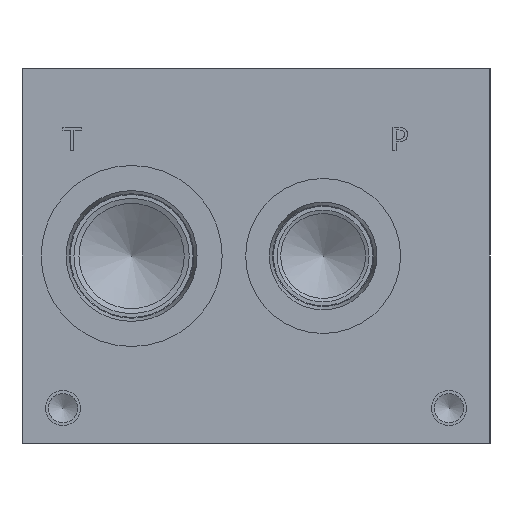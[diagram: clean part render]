
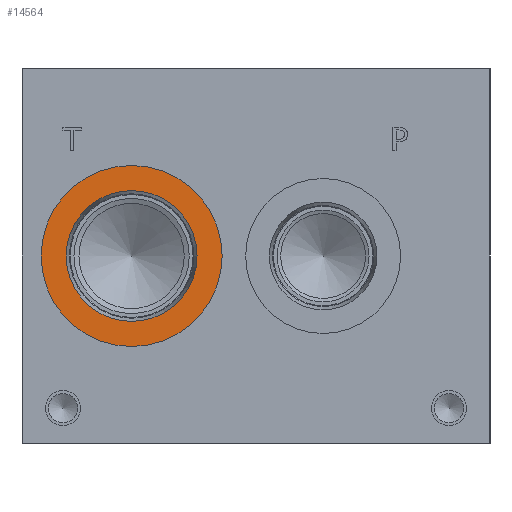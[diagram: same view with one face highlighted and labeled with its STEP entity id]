
A CAD part, left-side view. The second image highlights one B-rep face of the part: STEP entity #14564.
In plain terms, the highlighted planar face has unit normal (-1, 0, 0).
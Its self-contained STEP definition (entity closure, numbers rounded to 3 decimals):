
#508=CIRCLE('',#15286,24.562);
#509=CIRCLE('',#15287,24.562);
#510=CIRCLE('',#15289,17.755);
#511=CIRCLE('',#15290,17.755);
#1201=FACE_BOUND('',#2704,.T.);
#1863=FACE_OUTER_BOUND('',#2703,.T.);
#2703=EDGE_LOOP('',(#12261,#12262));
#2704=EDGE_LOOP('',(#12263,#12264));
#6626=VERTEX_POINT('',#24732);
#6627=VERTEX_POINT('',#24734);
#6628=VERTEX_POINT('',#24738);
#6629=VERTEX_POINT('',#24739);
#8579=EDGE_CURVE('',#6626,#6627,#508,.T.);
#8580=EDGE_CURVE('',#6627,#6626,#509,.T.);
#8581=EDGE_CURVE('',#6628,#6629,#510,.T.);
#8582=EDGE_CURVE('',#6629,#6628,#511,.T.);
#12261=ORIENTED_EDGE('',*,*,#8580,.F.);
#12262=ORIENTED_EDGE('',*,*,#8579,.F.);
#12263=ORIENTED_EDGE('',*,*,#8581,.T.);
#12264=ORIENTED_EDGE('',*,*,#8582,.T.);
#13394=PLANE('',#15288);
#14564=ADVANCED_FACE('',(#1863,#1201),#13394,.F.);
#15286=AXIS2_PLACEMENT_3D('',#24735,#17970,#17971);
#15287=AXIS2_PLACEMENT_3D('',#24736,#17972,#17973);
#15288=AXIS2_PLACEMENT_3D('',#24737,#17974,#17975);
#15289=AXIS2_PLACEMENT_3D('',#24740,#17976,#17977);
#15290=AXIS2_PLACEMENT_3D('',#24741,#17978,#17979);
#17970=DIRECTION('center_axis',(1.,0.,0.));
#17971=DIRECTION('ref_axis',(0.,0.,-1.));
#17972=DIRECTION('center_axis',(1.,0.,0.));
#17973=DIRECTION('ref_axis',(0.,0.,-1.));
#17974=DIRECTION('center_axis',(1.,0.,0.));
#17975=DIRECTION('ref_axis',(0.,0.,-1.));
#17976=DIRECTION('center_axis',(1.,0.,0.));
#17977=DIRECTION('ref_axis',(0.,0.,-1.));
#17978=DIRECTION('center_axis',(1.,0.,0.));
#17979=DIRECTION('ref_axis',(0.,0.,-1.));
#24732=CARTESIAN_POINT('',(0.787,97.257,26.238));
#24734=CARTESIAN_POINT('',(0.787,97.257,75.362));
#24735=CARTESIAN_POINT('Origin',(0.787,97.257,50.8));
#24736=CARTESIAN_POINT('Origin',(0.787,97.257,50.8));
#24737=CARTESIAN_POINT('Origin',(0.787,97.257,68.555));
#24738=CARTESIAN_POINT('',(0.787,97.257,68.555));
#24739=CARTESIAN_POINT('',(0.787,97.257,33.045));
#24740=CARTESIAN_POINT('Origin',(0.787,97.257,50.8));
#24741=CARTESIAN_POINT('Origin',(0.787,97.257,50.8));
